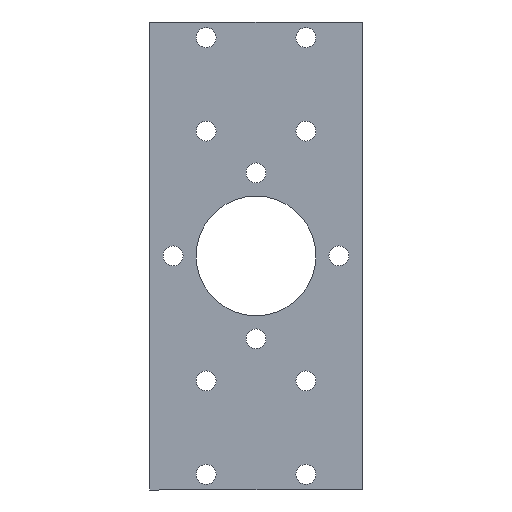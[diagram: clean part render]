
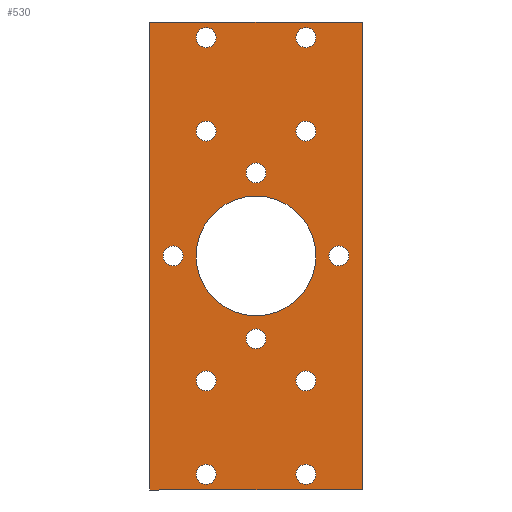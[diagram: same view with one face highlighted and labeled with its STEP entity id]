
A CAD part, front view. The second image highlights one B-rep face of the part: STEP entity #530.
In plain terms, the highlighted planar face has unit normal (0, -1, 0).
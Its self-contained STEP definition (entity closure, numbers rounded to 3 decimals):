
#37=LINE('',#893,#53);
#39=LINE('',#897,#55);
#42=LINE('',#902,#58);
#43=LINE('',#904,#59);
#53=VECTOR('',#743,34.);
#55=VECTOR('',#747,75.036);
#58=VECTOR('',#752,34.);
#59=VECTOR('',#755,75.036);
#65=PLANE('',#601);
#100=FACE_BOUND('',#209,.T.);
#101=FACE_BOUND('',#210,.T.);
#102=FACE_BOUND('',#211,.T.);
#103=FACE_BOUND('',#212,.T.);
#104=FACE_BOUND('',#213,.T.);
#105=FACE_BOUND('',#214,.T.);
#106=FACE_BOUND('',#215,.T.);
#107=FACE_BOUND('',#216,.T.);
#108=FACE_BOUND('',#217,.T.);
#109=FACE_BOUND('',#218,.T.);
#110=FACE_BOUND('',#219,.T.);
#111=FACE_BOUND('',#220,.T.);
#112=FACE_BOUND('',#221,.T.);
#143=FACE_OUTER_BOUND('',#208,.T.);
#208=EDGE_LOOP('',(#471,#472,#473,#474));
#209=EDGE_LOOP('',(#475));
#210=EDGE_LOOP('',(#476));
#211=EDGE_LOOP('',(#477));
#212=EDGE_LOOP('',(#478));
#213=EDGE_LOOP('',(#479));
#214=EDGE_LOOP('',(#480));
#215=EDGE_LOOP('',(#481));
#216=EDGE_LOOP('',(#482));
#217=EDGE_LOOP('',(#483));
#218=EDGE_LOOP('',(#484));
#219=EDGE_LOOP('',(#485));
#220=EDGE_LOOP('',(#486));
#221=EDGE_LOOP('',(#487));
#247=CIRCLE('',#572,9.6);
#248=CIRCLE('',#574,1.6);
#249=CIRCLE('',#576,1.6);
#250=CIRCLE('',#578,1.6);
#251=CIRCLE('',#580,1.6);
#252=CIRCLE('',#582,1.6);
#253=CIRCLE('',#584,1.6);
#254=CIRCLE('',#586,1.6);
#255=CIRCLE('',#588,1.6);
#256=CIRCLE('',#590,1.6);
#257=CIRCLE('',#592,1.6);
#258=CIRCLE('',#594,1.6);
#259=CIRCLE('',#596,1.6);
#297=VERTEX_POINT('',#851);
#298=VERTEX_POINT('',#854);
#299=VERTEX_POINT('',#857);
#300=VERTEX_POINT('',#860);
#301=VERTEX_POINT('',#863);
#302=VERTEX_POINT('',#866);
#303=VERTEX_POINT('',#869);
#304=VERTEX_POINT('',#872);
#305=VERTEX_POINT('',#875);
#306=VERTEX_POINT('',#878);
#307=VERTEX_POINT('',#881);
#308=VERTEX_POINT('',#884);
#309=VERTEX_POINT('',#887);
#310=VERTEX_POINT('',#890);
#311=VERTEX_POINT('',#892);
#312=VERTEX_POINT('',#896);
#313=VERTEX_POINT('',#900);
#351=EDGE_CURVE('',#297,#297,#247,.T.);
#352=EDGE_CURVE('',#298,#298,#248,.T.);
#353=EDGE_CURVE('',#299,#299,#249,.T.);
#354=EDGE_CURVE('',#300,#300,#250,.T.);
#355=EDGE_CURVE('',#301,#301,#251,.T.);
#356=EDGE_CURVE('',#302,#302,#252,.T.);
#357=EDGE_CURVE('',#303,#303,#253,.T.);
#358=EDGE_CURVE('',#304,#304,#254,.T.);
#359=EDGE_CURVE('',#305,#305,#255,.T.);
#360=EDGE_CURVE('',#306,#306,#256,.T.);
#361=EDGE_CURVE('',#307,#307,#257,.T.);
#362=EDGE_CURVE('',#308,#308,#258,.T.);
#363=EDGE_CURVE('',#309,#309,#259,.T.);
#365=EDGE_CURVE('',#311,#310,#37,.T.);
#367=EDGE_CURVE('',#310,#312,#39,.T.);
#370=EDGE_CURVE('',#312,#313,#42,.T.);
#371=EDGE_CURVE('',#313,#311,#43,.T.);
#471=ORIENTED_EDGE('',*,*,#371,.T.);
#472=ORIENTED_EDGE('',*,*,#365,.T.);
#473=ORIENTED_EDGE('',*,*,#367,.T.);
#474=ORIENTED_EDGE('',*,*,#370,.T.);
#475=ORIENTED_EDGE('',*,*,#351,.T.);
#476=ORIENTED_EDGE('',*,*,#352,.T.);
#477=ORIENTED_EDGE('',*,*,#353,.T.);
#478=ORIENTED_EDGE('',*,*,#354,.T.);
#479=ORIENTED_EDGE('',*,*,#355,.T.);
#480=ORIENTED_EDGE('',*,*,#356,.T.);
#481=ORIENTED_EDGE('',*,*,#357,.T.);
#482=ORIENTED_EDGE('',*,*,#358,.T.);
#483=ORIENTED_EDGE('',*,*,#359,.T.);
#484=ORIENTED_EDGE('',*,*,#360,.T.);
#485=ORIENTED_EDGE('',*,*,#361,.T.);
#486=ORIENTED_EDGE('',*,*,#362,.T.);
#487=ORIENTED_EDGE('',*,*,#363,.T.);
#530=ADVANCED_FACE('',(#143,#100,#101,#102,#103,#104,#105,#106,#107,#108,
#109,#110,#111,#112),#65,.T.);
#572=AXIS2_PLACEMENT_3D('',#852,#690,#691);
#574=AXIS2_PLACEMENT_3D('',#855,#694,#695);
#576=AXIS2_PLACEMENT_3D('',#858,#698,#699);
#578=AXIS2_PLACEMENT_3D('',#861,#702,#703);
#580=AXIS2_PLACEMENT_3D('',#864,#706,#707);
#582=AXIS2_PLACEMENT_3D('',#867,#710,#711);
#584=AXIS2_PLACEMENT_3D('',#870,#714,#715);
#586=AXIS2_PLACEMENT_3D('',#873,#718,#719);
#588=AXIS2_PLACEMENT_3D('',#876,#722,#723);
#590=AXIS2_PLACEMENT_3D('',#879,#726,#727);
#592=AXIS2_PLACEMENT_3D('',#882,#730,#731);
#594=AXIS2_PLACEMENT_3D('',#885,#734,#735);
#596=AXIS2_PLACEMENT_3D('',#888,#738,#739);
#601=AXIS2_PLACEMENT_3D('',#905,#756,#757);
#690=DIRECTION('center_axis',(0.,1.,0.));
#691=DIRECTION('ref_axis',(1.,0.,0.));
#694=DIRECTION('center_axis',(0.,1.,0.));
#695=DIRECTION('ref_axis',(1.,0.,0.));
#698=DIRECTION('center_axis',(0.,1.,0.));
#699=DIRECTION('ref_axis',(1.,0.,0.));
#702=DIRECTION('center_axis',(0.,1.,0.));
#703=DIRECTION('ref_axis',(1.,0.,0.));
#706=DIRECTION('center_axis',(0.,1.,0.));
#707=DIRECTION('ref_axis',(1.,0.,0.));
#710=DIRECTION('center_axis',(0.,1.,0.));
#711=DIRECTION('ref_axis',(1.,0.,0.));
#714=DIRECTION('center_axis',(0.,1.,0.));
#715=DIRECTION('ref_axis',(1.,0.,0.));
#718=DIRECTION('center_axis',(0.,1.,0.));
#719=DIRECTION('ref_axis',(1.,0.,0.));
#722=DIRECTION('center_axis',(0.,1.,0.));
#723=DIRECTION('ref_axis',(1.,0.,0.));
#726=DIRECTION('center_axis',(0.,1.,0.));
#727=DIRECTION('ref_axis',(1.,0.,0.));
#730=DIRECTION('center_axis',(0.,1.,0.));
#731=DIRECTION('ref_axis',(1.,0.,0.));
#734=DIRECTION('center_axis',(0.,1.,0.));
#735=DIRECTION('ref_axis',(1.,0.,0.));
#738=DIRECTION('center_axis',(0.,1.,0.));
#739=DIRECTION('ref_axis',(1.,0.,0.));
#743=DIRECTION('',(-1.,0.,0.));
#747=DIRECTION('',(0.,0.,-1.));
#752=DIRECTION('',(1.,0.,0.));
#755=DIRECTION('',(0.,0.,1.));
#756=DIRECTION('center_axis',(0.,-1.,0.));
#757=DIRECTION('ref_axis',(0.,0.,-1.));
#851=CARTESIAN_POINT('',(-9.6,0.,0.));
#852=CARTESIAN_POINT('Origin',(0.,0.,0.));
#854=CARTESIAN_POINT('',(-9.6,0.,-35.036));
#855=CARTESIAN_POINT('Origin',(-8.,0.,-35.036));
#857=CARTESIAN_POINT('',(6.4,0.,-35.036));
#858=CARTESIAN_POINT('Origin',(8.,0.,-35.036));
#860=CARTESIAN_POINT('',(6.4,0.,-20.036));
#861=CARTESIAN_POINT('Origin',(8.,0.,-20.036));
#863=CARTESIAN_POINT('',(-9.6,0.,-20.036));
#864=CARTESIAN_POINT('Origin',(-8.,0.,-20.036));
#866=CARTESIAN_POINT('',(-1.6,0.,-13.3));
#867=CARTESIAN_POINT('Origin',(0.,0.,-13.3));
#869=CARTESIAN_POINT('',(-14.9,0.,0.));
#870=CARTESIAN_POINT('Origin',(-13.3,0.,0.));
#872=CARTESIAN_POINT('',(11.7,0.,0.));
#873=CARTESIAN_POINT('Origin',(13.3,0.,0.));
#875=CARTESIAN_POINT('',(-1.6,0.,13.3));
#876=CARTESIAN_POINT('Origin',(0.,0.,13.3));
#878=CARTESIAN_POINT('',(6.4,0.,20.));
#879=CARTESIAN_POINT('Origin',(8.,0.,20.));
#881=CARTESIAN_POINT('',(-9.6,0.,20.));
#882=CARTESIAN_POINT('Origin',(-8.,0.,20.));
#884=CARTESIAN_POINT('',(6.4,0.,35.));
#885=CARTESIAN_POINT('Origin',(8.,0.,35.));
#887=CARTESIAN_POINT('',(-9.6,0.,35.));
#888=CARTESIAN_POINT('Origin',(-8.,0.,35.));
#890=CARTESIAN_POINT('',(-17.,0.,37.5));
#892=CARTESIAN_POINT('',(17.,0.,37.5));
#893=CARTESIAN_POINT('',(17.,0.,37.5));
#896=CARTESIAN_POINT('',(-17.,0.,-37.536));
#897=CARTESIAN_POINT('',(-17.,0.,37.5));
#900=CARTESIAN_POINT('',(17.,0.,-37.536));
#902=CARTESIAN_POINT('',(-17.,0.,-37.536));
#904=CARTESIAN_POINT('',(17.,0.,-37.536));
#905=CARTESIAN_POINT('Origin',(0.,0.,-0.018));
